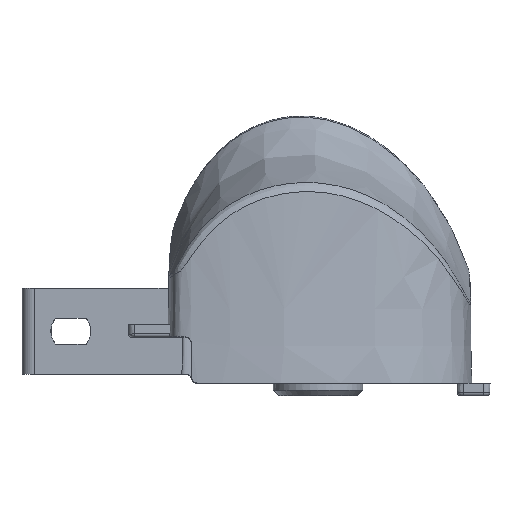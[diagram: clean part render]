
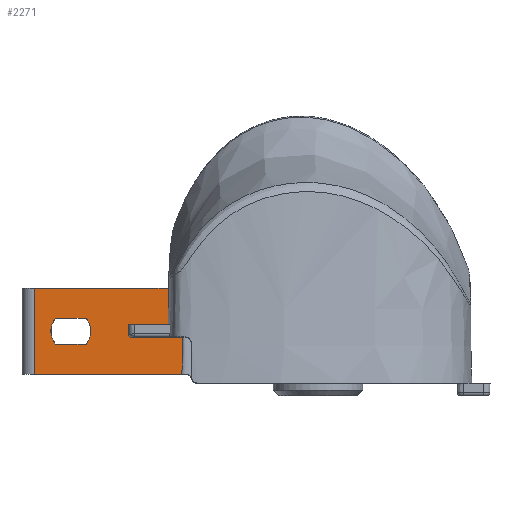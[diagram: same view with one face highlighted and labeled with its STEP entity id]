
A CAD part, top view. The second image highlights one B-rep face of the part: STEP entity #2271.
In plain terms, the highlighted planar face has unit normal (0, 0, 1).
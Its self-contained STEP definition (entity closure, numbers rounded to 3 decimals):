
#126=FACE_BOUND('',#645,.T.);
#139=PLANE('',#2420);
#194=B_SPLINE_CURVE_WITH_KNOTS('',3,(#4069,#4070,#4071,#4072),
 .UNSPECIFIED.,.F.,.F.,(4,4),(-0.35,-0.05),
 .UNSPECIFIED.);
#237=B_SPLINE_CURVE_WITH_KNOTS('',3,(#5159,#5160,#5161,#5162),
 .UNSPECIFIED.,.F.,.F.,(4,4),(-0.35,-0.05),
 .UNSPECIFIED.);
#343=LINE('',#3319,#421);
#347=LINE('',#4939,#425);
#353=LINE('',#5003,#431);
#356=LINE('',#5157,#434);
#357=LINE('',#5164,#435);
#358=LINE('',#5165,#436);
#359=LINE('',#5170,#437);
#360=LINE('',#5173,#438);
#421=VECTOR('',#2643,10.);
#425=VECTOR('',#2653,10.);
#431=VECTOR('',#2669,10.);
#434=VECTOR('',#2676,10.);
#435=VECTOR('',#2677,10.);
#436=VECTOR('',#2678,10.);
#437=VECTOR('',#2681,10.);
#438=VECTOR('',#2684,10.);
#521=FACE_OUTER_BOUND('',#644,.T.);
#644=EDGE_LOOP('',(#1629,#1630,#1631,#1632,#1633,#1634,#1635,#1636,#1637));
#645=EDGE_LOOP('',(#1638,#1639,#1640,#1641));
#759=CIRCLE('',#2402,0.25);
#762=CIRCLE('',#2421,1.625);
#763=CIRCLE('',#2422,1.625);
#845=VERTEX_POINT('',#3249);
#846=VERTEX_POINT('',#3251);
#854=VERTEX_POINT('',#3317);
#865=VERTEX_POINT('',#4057);
#866=VERTEX_POINT('',#4068);
#896=VERTEX_POINT('',#4938);
#907=VERTEX_POINT('',#5156);
#908=VERTEX_POINT('',#5158);
#909=VERTEX_POINT('',#5163);
#910=VERTEX_POINT('',#5166);
#911=VERTEX_POINT('',#5167);
#912=VERTEX_POINT('',#5169);
#913=VERTEX_POINT('',#5171);
#1116=EDGE_CURVE('',#846,#845,#759,.F.);
#1130=EDGE_CURVE('',#845,#854,#343,.T.);
#1142=EDGE_CURVE('',#866,#865,#194,.T.);
#1176=EDGE_CURVE('',#866,#896,#347,.T.);
#1189=EDGE_CURVE('',#865,#846,#353,.T.);
#1196=EDGE_CURVE('',#854,#907,#356,.T.);
#1197=EDGE_CURVE('',#907,#908,#237,.T.);
#1198=EDGE_CURVE('',#909,#908,#357,.T.);
#1199=EDGE_CURVE('',#909,#896,#358,.T.);
#1200=EDGE_CURVE('',#910,#911,#762,.T.);
#1201=EDGE_CURVE('',#912,#910,#359,.T.);
#1202=EDGE_CURVE('',#913,#912,#763,.T.);
#1203=EDGE_CURVE('',#911,#913,#360,.T.);
#1629=ORIENTED_EDGE('',*,*,#1176,.F.);
#1630=ORIENTED_EDGE('',*,*,#1142,.T.);
#1631=ORIENTED_EDGE('',*,*,#1189,.T.);
#1632=ORIENTED_EDGE('',*,*,#1116,.T.);
#1633=ORIENTED_EDGE('',*,*,#1130,.T.);
#1634=ORIENTED_EDGE('',*,*,#1196,.T.);
#1635=ORIENTED_EDGE('',*,*,#1197,.T.);
#1636=ORIENTED_EDGE('',*,*,#1198,.F.);
#1637=ORIENTED_EDGE('',*,*,#1199,.T.);
#1638=ORIENTED_EDGE('',*,*,#1200,.F.);
#1639=ORIENTED_EDGE('',*,*,#1201,.F.);
#1640=ORIENTED_EDGE('',*,*,#1202,.F.);
#1641=ORIENTED_EDGE('',*,*,#1203,.F.);
#2271=ADVANCED_FACE('',(#521,#126),#139,.T.);
#2402=AXIS2_PLACEMENT_3D('',#3252,#2618,#2619);
#2420=AXIS2_PLACEMENT_3D('',#5155,#2674,#2675);
#2421=AXIS2_PLACEMENT_3D('',#5168,#2679,#2680);
#2422=AXIS2_PLACEMENT_3D('',#5172,#2682,#2683);
#2618=DIRECTION('center_axis',(0.,0.,1.));
#2619=DIRECTION('ref_axis',(-0.701,-0.713,0.));
#2643=DIRECTION('',(-0.017,1.,0.));
#2653=DIRECTION('',(-1.,0.,0.));
#2669=DIRECTION('',(-1.,0.,0.));
#2674=DIRECTION('center_axis',(0.,0.,1.));
#2675=DIRECTION('ref_axis',(-1.,0.,0.));
#2676=DIRECTION('',(1.,0.,0.));
#2677=DIRECTION('',(1.,0.,0.));
#2678=DIRECTION('',(0.,-1.,0.));
#2679=DIRECTION('center_axis',(0.,0.,1.));
#2680=DIRECTION('ref_axis',(-1.,0.,0.));
#2681=DIRECTION('',(-1.,0.,0.));
#2682=DIRECTION('center_axis',(0.,0.,1.));
#2683=DIRECTION('ref_axis',(-1.,0.,0.));
#2684=DIRECTION('',(1.,0.,0.));
#3249=CARTESIAN_POINT('',(81.395,28.946,-11.472));
#3251=CARTESIAN_POINT('',(81.645,28.7,-11.472));
#3252=CARTESIAN_POINT('Origin',(81.645,28.95,-11.472));
#3317=CARTESIAN_POINT('',(81.382,29.7,-11.472));
#3319=CARTESIAN_POINT('',(81.386,29.463,-11.472));
#4057=CARTESIAN_POINT('',(85.764,28.7,-11.472));
#4068=CARTESIAN_POINT('',(85.725,25.7,-11.472));
#4069=CARTESIAN_POINT('Ctrl Pts',(85.725,25.7,-11.472));
#4070=CARTESIAN_POINT('Ctrl Pts',(85.738,26.7,-11.472));
#4071=CARTESIAN_POINT('Ctrl Pts',(85.751,27.7,-11.472));
#4072=CARTESIAN_POINT('Ctrl Pts',(85.764,28.7,-11.472));
#4938=CARTESIAN_POINT('',(73.732,25.7,-11.472));
#4939=CARTESIAN_POINT('',(72.732,25.7,-11.472));
#5003=CARTESIAN_POINT('',(82.858,28.7,-11.472));
#5155=CARTESIAN_POINT('Origin',(79.87,29.2,-11.472));
#5156=CARTESIAN_POINT('',(84.803,29.7,-11.472));
#5157=CARTESIAN_POINT('',(82.858,29.7,-11.472));
#5158=CARTESIAN_POINT('',(84.842,32.7,-11.472));
#5159=CARTESIAN_POINT('Ctrl Pts',(84.803,29.7,-11.472));
#5160=CARTESIAN_POINT('Ctrl Pts',(84.816,30.7,-11.472));
#5161=CARTESIAN_POINT('Ctrl Pts',(84.829,31.7,-11.472));
#5162=CARTESIAN_POINT('Ctrl Pts',(84.842,32.7,-11.472));
#5163=CARTESIAN_POINT('',(73.732,32.7,-11.472));
#5164=CARTESIAN_POINT('',(72.732,32.7,-11.472));
#5165=CARTESIAN_POINT('',(73.732,27.45,-11.472));
#5166=CARTESIAN_POINT('',(75.476,30.26,-11.472));
#5167=CARTESIAN_POINT('',(75.476,28.14,-11.472));
#5168=CARTESIAN_POINT('Origin',(76.707,29.2,-11.472));
#5169=CARTESIAN_POINT('',(77.939,30.26,-11.472));
#5170=CARTESIAN_POINT('',(75.476,30.26,-11.472));
#5171=CARTESIAN_POINT('',(77.939,28.14,-11.472));
#5172=CARTESIAN_POINT('Origin',(76.707,29.2,-11.472));
#5173=CARTESIAN_POINT('',(75.476,28.14,-11.472));
